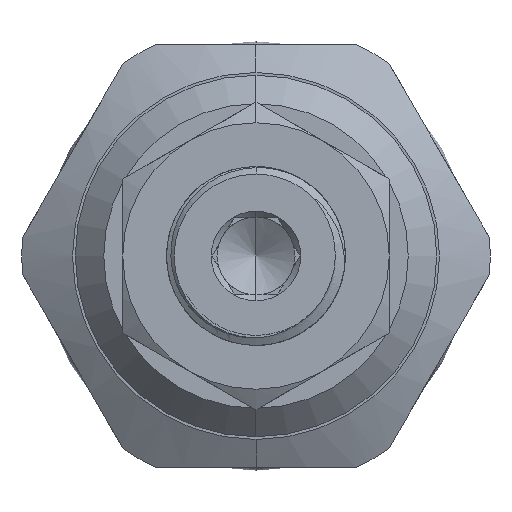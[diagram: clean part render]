
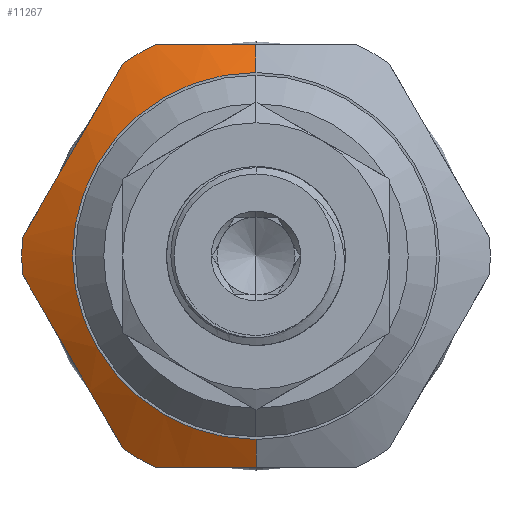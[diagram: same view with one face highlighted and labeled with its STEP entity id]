
A CAD part, left-side view. The second image highlights one B-rep face of the part: STEP entity #11267.
In plain terms, the highlighted conical face has half-angle 60 degrees and reference radius 9.642 mm.
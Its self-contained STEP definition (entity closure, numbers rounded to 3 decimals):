
#166 = EDGE_LOOP ( 'NONE', ( #5524, #11591, #5865, #9905, #8783, #6148, #10383, #6866, #6599, #6191 ) ) ;
#198 = CARTESIAN_POINT ( 'NONE',  ( 12.848, 0., 11.11 ) ) ;
#330 = DIRECTION ( 'NONE',  ( 0., 0., -1. ) ) ;
#484 = CARTESIAN_POINT ( 'NONE',  ( 12.91, 1.775, -11.11 ) ) ;
#616 = VERTEX_POINT ( 'NONE', #3071 ) ;
#798 = CARTESIAN_POINT ( 'NONE',  ( 12.909, 10.504, -4.026 ) ) ;
#888 = EDGE_CURVE ( 'NONE', #616, #12073, #10916, .T. ) ;
#952 = EDGE_CURVE ( 'NONE', #6717, #7602, #7637, .T. ) ;
#1261 = AXIS2_PLACEMENT_3D ( 'NONE', #6833, #9796, #330 ) ;
#1413 = CARTESIAN_POINT ( 'NONE',  ( 13.535, 5.278, -11.11 ) ) ;
#1586 = CARTESIAN_POINT ( 'NONE',  ( 13.535, 6.983, 10.126 ) ) ;
#1599 = CONICAL_SURFACE ( 'NONE', #7738, 9.642, 1.047 ) ;
#1643 = CARTESIAN_POINT ( 'NONE',  ( 12., 0., 9.642 ) ) ;
#1680 = B_SPLINE_CURVE_WITH_KNOTS ( 'NONE', 3,
 ( #10515, #2042, #8492, #4786, #7575, #198 ),
 .UNSPECIFIED., .F., .F.,
 ( 4, 2, 4 ),
 ( 0.007, 0.01, 0.013 ),
 .UNSPECIFIED. ) ;
#1697 = CARTESIAN_POINT ( 'NONE',  ( 12.848, 9.168, -6.34 ) ) ;
#1738 = CIRCLE ( 'NONE', #2124, 12.3 ) ;
#1817 = EDGE_CURVE ( 'NONE', #7403, #7602, #1738, .T. ) ;
#1847 = DIRECTION ( 'NONE',  ( 0.5, 0., -0.866 ) ) ;
#1977 = VERTEX_POINT ( 'NONE', #10053 ) ;
#2042 = CARTESIAN_POINT ( 'NONE',  ( 13.322, 4.419, 11.11 ) ) ;
#2062 = VERTEX_POINT ( 'NONE', #3690 ) ;
#2089 = DIRECTION ( 'NONE',  ( 1., 0., 0. ) ) ;
#2124 = AXIS2_PLACEMENT_3D ( 'NONE', #3635, #5539, #8368 ) ;
#2384 = LINE ( 'NONE', #1643, #10369 ) ;
#2405 = CARTESIAN_POINT ( 'NONE',  ( 13.322, 4.419, -11.11 ) ) ;
#2527 = CARTESIAN_POINT ( 'NONE',  ( 12.848, 10.075, 4.77 ) ) ;
#2822 = VERTEX_POINT ( 'NONE', #8021 ) ;
#2978 = DIRECTION ( 'NONE',  ( -1., 0., 0. ) ) ;
#3071 = CARTESIAN_POINT ( 'NONE',  ( 12., 0., 9.642 ) ) ;
#3459 = CARTESIAN_POINT ( 'NONE',  ( 12.911, 10.516, 4.006 ) ) ;
#3530 = CARTESIAN_POINT ( 'NONE',  ( 13.535, 6.983, -10.126 ) ) ;
#3635 = CARTESIAN_POINT ( 'NONE',  ( 13.535, 0., 0. ) ) ;
#3690 = CARTESIAN_POINT ( 'NONE',  ( 12.848, 0., 11.11 ) ) ;
#3850 = AXIS2_PLACEMENT_3D ( 'NONE', #5943, #2978, #7872 ) ;
#3983 = B_SPLINE_CURVE_WITH_KNOTS ( 'NONE', 3,
 ( #6284, #10038, #4371, #3459, #2527, #11017, #5358, #10078, #4410, #1586 ),
 .UNSPECIFIED., .F., .F.,
 ( 4, 2, 2, 2, 4 ),
 ( 0., 0.003, 0.005, 0.008, 0.011 ),
 .UNSPECIFIED. ) ;
#4371 = CARTESIAN_POINT ( 'NONE',  ( 13.147, 11.392, 2.489 ) ) ;
#4410 = CARTESIAN_POINT ( 'NONE',  ( 13.319, 7.417, 9.374 ) ) ;
#4441 = EDGE_CURVE ( 'NONE', #12073, #6717, #6561, .T. ) ;
#4786 = CARTESIAN_POINT ( 'NONE',  ( 12.91, 1.775, 11.11 ) ) ;
#4824 = FACE_OUTER_BOUND ( 'NONE', #166, .T. ) ;
#4837 = CIRCLE ( 'NONE', #1261, 12.3 ) ;
#4840 = DIRECTION ( 'NONE',  ( 0., 0., -1. ) ) ;
#4933 = CARTESIAN_POINT ( 'NONE',  ( 13.535, 12.261, -0.984 ) ) ;
#5358 = CARTESIAN_POINT ( 'NONE',  ( 12.909, 8.739, 7.084 ) ) ;
#5430 = CARTESIAN_POINT ( 'NONE',  ( 13.319, 11.826, -1.736 ) ) ;
#5524 = ORIENTED_EDGE ( 'NONE', *, *, #888, .F. ) ;
#5539 = DIRECTION ( 'NONE',  ( -1., 0., 0. ) ) ;
#5635 = DIRECTION ( 'NONE',  ( -1., 0., 0. ) ) ;
#5734 = CARTESIAN_POINT ( 'NONE',  ( 12.848, 0., -11.11 ) ) ;
#5799 = CARTESIAN_POINT ( 'NONE',  ( 12., 0., 0. ) ) ;
#5865 = ORIENTED_EDGE ( 'NONE', *, *, #11944, .F. ) ;
#5943 = CARTESIAN_POINT ( 'NONE',  ( 12., 0., 0. ) ) ;
#6132 = CARTESIAN_POINT ( 'NONE',  ( 13.535, 6.983, 10.126 ) ) ;
#6148 = ORIENTED_EDGE ( 'NONE', *, *, #9229, .T. ) ;
#6191 = ORIENTED_EDGE ( 'NONE', *, *, #4441, .F. ) ;
#6284 = CARTESIAN_POINT ( 'NONE',  ( 13.535, 12.261, 0.984 ) ) ;
#6405 = CARTESIAN_POINT ( 'NONE',  ( 13.535, 6.983, -10.126 ) ) ;
#6561 = LINE ( 'NONE', #11244, #7454 ) ;
#6599 = ORIENTED_EDGE ( 'NONE', *, *, #952, .F. ) ;
#6717 = VERTEX_POINT ( 'NONE', #5734 ) ;
#6833 = CARTESIAN_POINT ( 'NONE',  ( 13.535, 0., 0. ) ) ;
#6866 = ORIENTED_EDGE ( 'NONE', *, *, #1817, .T. ) ;
#6966 = B_SPLINE_CURVE_WITH_KNOTS ( 'NONE', 3,
 ( #3530, #10238, #10282, #9276, #1697, #11210, #798, #10200, #5430, #7430 ),
 .UNSPECIFIED., .F., .F.,
 ( 4, 2, 2, 2, 4 ),
 ( 0., 0.003, 0.005, 0.008, 0.011 ),
 .UNSPECIFIED. ) ;
#7046 = EDGE_CURVE ( 'NONE', #2822, #11558, #3983, .T. ) ;
#7403 = VERTEX_POINT ( 'NONE', #6405 ) ;
#7430 = CARTESIAN_POINT ( 'NONE',  ( 13.535, 12.261, -0.984 ) ) ;
#7454 = VECTOR ( 'NONE', #1847, 1000. ) ;
#7575 = CARTESIAN_POINT ( 'NONE',  ( 12.848, 0.885, 11.11 ) ) ;
#7602 = VERTEX_POINT ( 'NONE', #1413 ) ;
#7637 = B_SPLINE_CURVE_WITH_KNOTS ( 'NONE', 3,
 ( #11815, #9829, #484, #8029, #2405, #11857 ),
 .UNSPECIFIED., .F., .F.,
 ( 4, 2, 4 ),
 ( 0.016, 0.018, 0.021 ),
 .UNSPECIFIED. ) ;
#7738 = AXIS2_PLACEMENT_3D ( 'NONE', #5799, #2089, #8788 ) ;
#7820 = EDGE_CURVE ( 'NONE', #616, #2062, #2384, .T. ) ;
#7872 = DIRECTION ( 'NONE',  ( 0., 0., 1. ) ) ;
#8021 = CARTESIAN_POINT ( 'NONE',  ( 13.535, 12.261, 0.984 ) ) ;
#8029 = CARTESIAN_POINT ( 'NONE',  ( 13.148, 3.549, -11.11 ) ) ;
#8368 = DIRECTION ( 'NONE',  ( 0., 0., -1. ) ) ;
#8492 = CARTESIAN_POINT ( 'NONE',  ( 13.148, 3.549, 11.11 ) ) ;
#8503 = CARTESIAN_POINT ( 'NONE',  ( 13.535, 0., 0. ) ) ;
#8783 = ORIENTED_EDGE ( 'NONE', *, *, #7046, .F. ) ;
#8788 = DIRECTION ( 'NONE',  ( 0., 0., -1. ) ) ;
#9119 = EDGE_CURVE ( 'NONE', #7403, #11284, #6966, .T. ) ;
#9229 = EDGE_CURVE ( 'NONE', #2822, #11284, #10337, .T. ) ;
#9276 = CARTESIAN_POINT ( 'NONE',  ( 12.911, 8.727, -7.104 ) ) ;
#9793 = CARTESIAN_POINT ( 'NONE',  ( 12., 0., -9.642 ) ) ;
#9796 = DIRECTION ( 'NONE',  ( -1., 0., 0. ) ) ;
#9829 = CARTESIAN_POINT ( 'NONE',  ( 12.848, 0.885, -11.11 ) ) ;
#9905 = ORIENTED_EDGE ( 'NONE', *, *, #10107, .T. ) ;
#10038 = CARTESIAN_POINT ( 'NONE',  ( 13.32, 11.827, 1.735 ) ) ;
#10053 = CARTESIAN_POINT ( 'NONE',  ( 13.535, 5.278, 11.11 ) ) ;
#10056 = DIRECTION ( 'NONE',  ( 0.5, 0., 0.866 ) ) ;
#10078 = CARTESIAN_POINT ( 'NONE',  ( 13.146, 7.855, 8.616 ) ) ;
#10107 = EDGE_CURVE ( 'NONE', #1977, #11558, #4837, .T. ) ;
#10200 = CARTESIAN_POINT ( 'NONE',  ( 13.146, 11.389, -2.494 ) ) ;
#10238 = CARTESIAN_POINT ( 'NONE',  ( 13.32, 7.416, -9.375 ) ) ;
#10282 = CARTESIAN_POINT ( 'NONE',  ( 13.147, 7.851, -8.621 ) ) ;
#10337 = CIRCLE ( 'NONE', #11471, 12.3 ) ;
#10369 = VECTOR ( 'NONE', #10056, 1000. ) ;
#10383 = ORIENTED_EDGE ( 'NONE', *, *, #9119, .F. ) ;
#10515 = CARTESIAN_POINT ( 'NONE',  ( 13.535, 5.278, 11.11 ) ) ;
#10916 = CIRCLE ( 'NONE', #3850, 9.642 ) ;
#11017 = CARTESIAN_POINT ( 'NONE',  ( 12.847, 9.188, 6.307 ) ) ;
#11210 = CARTESIAN_POINT ( 'NONE',  ( 12.847, 10.056, -4.803 ) ) ;
#11244 = CARTESIAN_POINT ( 'NONE',  ( 12., 0., -9.642 ) ) ;
#11267 = ADVANCED_FACE ( 'NONE', ( #4824 ), #1599, .T. ) ;
#11284 = VERTEX_POINT ( 'NONE', #4933 ) ;
#11471 = AXIS2_PLACEMENT_3D ( 'NONE', #8503, #5635, #4840 ) ;
#11558 = VERTEX_POINT ( 'NONE', #6132 ) ;
#11591 = ORIENTED_EDGE ( 'NONE', *, *, #7820, .T. ) ;
#11815 = CARTESIAN_POINT ( 'NONE',  ( 12.848, 0., -11.11 ) ) ;
#11857 = CARTESIAN_POINT ( 'NONE',  ( 13.535, 5.278, -11.11 ) ) ;
#11944 = EDGE_CURVE ( 'NONE', #1977, #2062, #1680, .T. ) ;
#12073 = VERTEX_POINT ( 'NONE', #9793 ) ;
